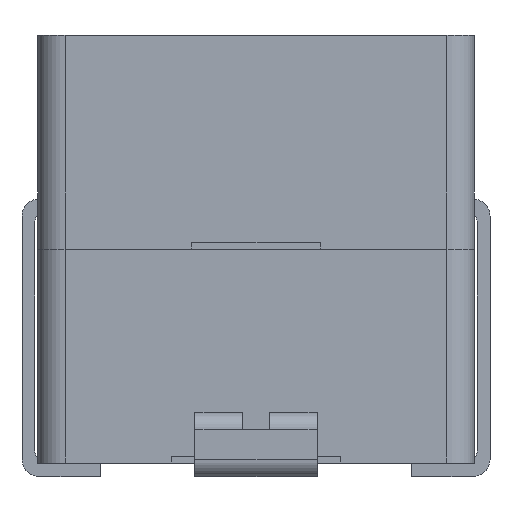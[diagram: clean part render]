
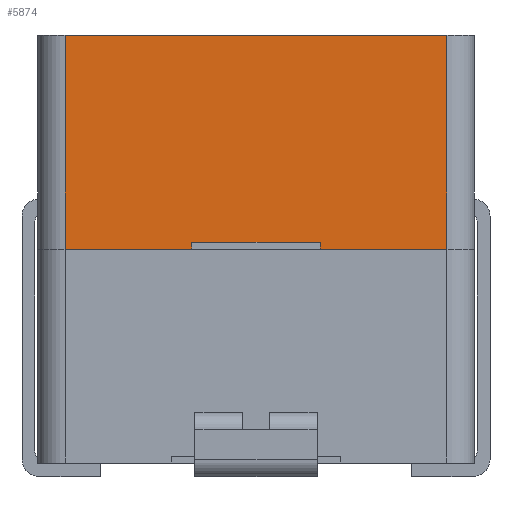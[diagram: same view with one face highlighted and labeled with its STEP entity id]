
A CAD part, left-side view. The second image highlights one B-rep face of the part: STEP entity #5874.
In plain terms, the highlighted planar face has unit normal (-1, 0, 0).
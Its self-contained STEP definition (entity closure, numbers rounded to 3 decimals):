
#321=PLANE('',#6181);
#606=LINE('',#7646,#956);
#620=LINE('',#7681,#970);
#630=LINE('',#7700,#980);
#631=LINE('',#7703,#981);
#632=LINE('',#7704,#982);
#633=LINE('',#7706,#983);
#634=LINE('',#7708,#984);
#635=LINE('',#7709,#985);
#956=VECTOR('',#6718,1000.);
#970=VECTOR('',#6740,1000.);
#980=VECTOR('',#6754,1000.);
#981=VECTOR('',#6755,1000.);
#982=VECTOR('',#6756,1000.);
#983=VECTOR('',#6757,1000.);
#984=VECTOR('',#6758,1000.);
#985=VECTOR('',#6759,1000.);
#1548=ORIENTED_EDGE('',*,*,#2630,.T.);
#1549=ORIENTED_EDGE('',*,*,#2631,.T.);
#1550=ORIENTED_EDGE('',*,*,#2602,.F.);
#1551=ORIENTED_EDGE('',*,*,#2632,.F.);
#1552=ORIENTED_EDGE('',*,*,#2633,.F.);
#1553=ORIENTED_EDGE('',*,*,#2634,.T.);
#1554=ORIENTED_EDGE('',*,*,#2620,.F.);
#1555=ORIENTED_EDGE('',*,*,#2635,.T.);
#2602=EDGE_CURVE('',#3168,#3169,#606,.T.);
#2620=EDGE_CURVE('',#3184,#3185,#620,.T.);
#2630=EDGE_CURVE('',#3192,#3193,#630,.T.);
#2631=EDGE_CURVE('',#3193,#3169,#631,.T.);
#2632=EDGE_CURVE('',#3194,#3168,#632,.T.);
#2633=EDGE_CURVE('',#3195,#3194,#633,.T.);
#2634=EDGE_CURVE('',#3195,#3185,#634,.T.);
#2635=EDGE_CURVE('',#3184,#3192,#635,.F.);
#3168=VERTEX_POINT('',#7647);
#3169=VERTEX_POINT('',#7648);
#3184=VERTEX_POINT('',#7680);
#3185=VERTEX_POINT('',#7682);
#3192=VERTEX_POINT('',#7701);
#3193=VERTEX_POINT('',#7702);
#3194=VERTEX_POINT('',#7705);
#3195=VERTEX_POINT('',#7707);
#3579=EDGE_LOOP('',(#1548,#1549,#1550,#1551,#1552,#1553,#1554,#1555));
#3863=FACE_BOUND('',#3579,.T.);
#5874=ADVANCED_FACE('',(#3863),#321,.T.);
#6181=AXIS2_PLACEMENT_3D('',#7699,#6752,#6753);
#6718=DIRECTION('',(0.,1.,0.));
#6740=DIRECTION('',(0.,1.,0.));
#6752=DIRECTION('',(-1.,0.,0.));
#6753=DIRECTION('',(0.,-1.,0.));
#6754=DIRECTION('',(0.,1.,0.));
#6755=DIRECTION('',(0.,0.,-1.));
#6756=DIRECTION('',(0.,0.,-1.));
#6757=DIRECTION('',(0.,1.,0.));
#6758=DIRECTION('',(0.,0.,-1.));
#6759=DIRECTION('',(0.,0.,-1.));
#7646=CARTESIAN_POINT('',(-6.425,-6.425,-3.15));
#7647=CARTESIAN_POINT('',(-6.425,1.9,-3.15));
#7648=CARTESIAN_POINT('',(-6.425,5.625,-3.15));
#7680=CARTESIAN_POINT('',(-6.425,-5.625,-3.15));
#7681=CARTESIAN_POINT('',(-6.425,-6.425,-3.15));
#7682=CARTESIAN_POINT('',(-6.425,-1.9,-3.15));
#7699=CARTESIAN_POINT('',(-6.425,-6.425,3.15));
#7700=CARTESIAN_POINT('',(-6.425,-6.425,3.15));
#7701=CARTESIAN_POINT('',(-6.425,-5.625,3.15));
#7702=CARTESIAN_POINT('',(-6.425,5.625,3.15));
#7703=CARTESIAN_POINT('',(-6.425,5.625,3.15));
#7704=CARTESIAN_POINT('',(-6.425,1.9,-2.95));
#7705=CARTESIAN_POINT('',(-6.425,1.9,-2.95));
#7706=CARTESIAN_POINT('',(-6.425,-1.9,-2.95));
#7707=CARTESIAN_POINT('',(-6.425,-1.9,-2.95));
#7708=CARTESIAN_POINT('',(-6.425,-1.9,-2.95));
#7709=CARTESIAN_POINT('',(-6.425,-5.625,3.15));
